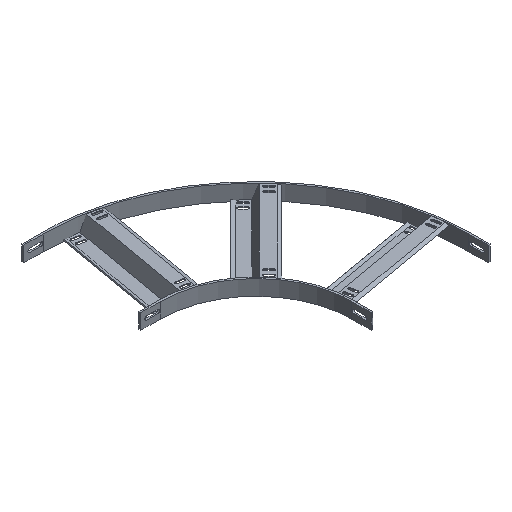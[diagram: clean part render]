
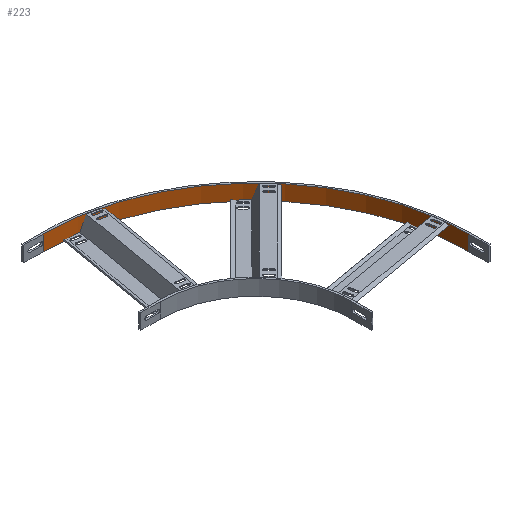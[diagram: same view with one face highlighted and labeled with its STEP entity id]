
A CAD part, isometric view. The second image highlights one B-rep face of the part: STEP entity #223.
In plain terms, the highlighted free-form (B-spline) face has degree [2, 1] with [3, 2] control points.
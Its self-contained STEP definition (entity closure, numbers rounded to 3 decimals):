
#223=ADVANCED_FACE('',(#399),#3135,.T.);
#399=FACE_OUTER_BOUND('',#624,.T.);
#624=EDGE_LOOP('',(#1478,#1479,#1480,#1481));
#1478=ORIENTED_EDGE('',*,*,#2068,.T.);
#1479=ORIENTED_EDGE('',*,*,#2069,.T.);
#1480=ORIENTED_EDGE('',*,*,#2070,.F.);
#1481=ORIENTED_EDGE('',*,*,#2065,.F.);
#2065=EDGE_CURVE('',#2927,#2928,#2398,.T.);
#2068=EDGE_CURVE('',#2927,#2930,#2401,.T.);
#2069=EDGE_CURVE('',#2930,#2931,#2402,.T.);
#2070=EDGE_CURVE('',#2928,#2931,#2403,.T.);
#2398=(
BOUNDED_CURVE()
B_SPLINE_CURVE(1,(#5907,#5908),.UNSPECIFIED.,.F.,.F.)
B_SPLINE_CURVE_WITH_KNOTS((2,2),(0.,40.),.UNSPECIFIED.)
CURVE()
GEOMETRIC_REPRESENTATION_ITEM()
RATIONAL_B_SPLINE_CURVE((1.,1.))
REPRESENTATION_ITEM('')
);
#2401=(
BOUNDED_CURVE()
B_SPLINE_CURVE(2,(#5914,#5915,#5916),.UNSPECIFIED.,.F.,.F.)
B_SPLINE_CURVE_WITH_KNOTS((3,3),(-566.646,-392.288),
 .UNSPECIFIED.)
CURVE()
GEOMETRIC_REPRESENTATION_ITEM()
RATIONAL_B_SPLINE_CURVE((1.,0.707,1.))
REPRESENTATION_ITEM('')
);
#2402=(
BOUNDED_CURVE()
B_SPLINE_CURVE(1,(#5917,#5918),.UNSPECIFIED.,.F.,.F.)
B_SPLINE_CURVE_WITH_KNOTS((2,2),(0.,40.),.UNSPECIFIED.)
CURVE()
GEOMETRIC_REPRESENTATION_ITEM()
RATIONAL_B_SPLINE_CURVE((1.,1.))
REPRESENTATION_ITEM('')
);
#2403=(
BOUNDED_CURVE()
B_SPLINE_CURVE(2,(#5919,#5920,#5921),.UNSPECIFIED.,.F.,.F.)
B_SPLINE_CURVE_WITH_KNOTS((3,3),(-566.646,-392.288),
 .UNSPECIFIED.)
CURVE()
GEOMETRIC_REPRESENTATION_ITEM()
RATIONAL_B_SPLINE_CURVE((1.,0.707,1.))
REPRESENTATION_ITEM('')
);
#2927=VERTEX_POINT('',#5873);
#2928=VERTEX_POINT('',#5874);
#2930=VERTEX_POINT('',#5876);
#2931=VERTEX_POINT('',#5877);
#3135=(
BOUNDED_SURFACE()
B_SPLINE_SURFACE(2,1,((#5764,#5765),(#5766,#5767),(#5768,#5769)),
 .UNSPECIFIED.,.F.,.F.,.F.)
B_SPLINE_SURFACE_WITH_KNOTS((3,3),(2,2),(-566.646,-392.288),
(0.,40.),.UNSPECIFIED.)
GEOMETRIC_REPRESENTATION_ITEM()
RATIONAL_B_SPLINE_SURFACE(((1.,1.),(0.707,0.707),
(1.,1.)))
REPRESENTATION_ITEM('')
SURFACE()
);
#5764=CARTESIAN_POINT('',(-176.777,378.223,-40.));
#5765=CARTESIAN_POINT('',(-176.777,378.223,0.));
#5766=CARTESIAN_POINT('',(378.223,378.223,-40.));
#5767=CARTESIAN_POINT('',(378.223,378.223,0.));
#5768=CARTESIAN_POINT('',(378.223,-176.777,-40.));
#5769=CARTESIAN_POINT('',(378.223,-176.777,0.));
#5873=CARTESIAN_POINT('',(-176.777,378.223,-40.));
#5874=CARTESIAN_POINT('',(-176.777,378.223,0.));
#5876=CARTESIAN_POINT('',(378.223,-176.777,-40.));
#5877=CARTESIAN_POINT('',(378.223,-176.777,0.));
#5907=CARTESIAN_POINT('',(-176.777,378.223,-40.));
#5908=CARTESIAN_POINT('',(-176.777,378.223,0.));
#5914=CARTESIAN_POINT('',(-176.777,378.223,-40.));
#5915=CARTESIAN_POINT('',(378.223,378.223,-40.));
#5916=CARTESIAN_POINT('',(378.223,-176.777,-40.));
#5917=CARTESIAN_POINT('',(378.223,-176.777,-40.));
#5918=CARTESIAN_POINT('',(378.223,-176.777,0.));
#5919=CARTESIAN_POINT('',(-176.777,378.223,0.));
#5920=CARTESIAN_POINT('',(378.223,378.223,0.));
#5921=CARTESIAN_POINT('',(378.223,-176.777,0.));
